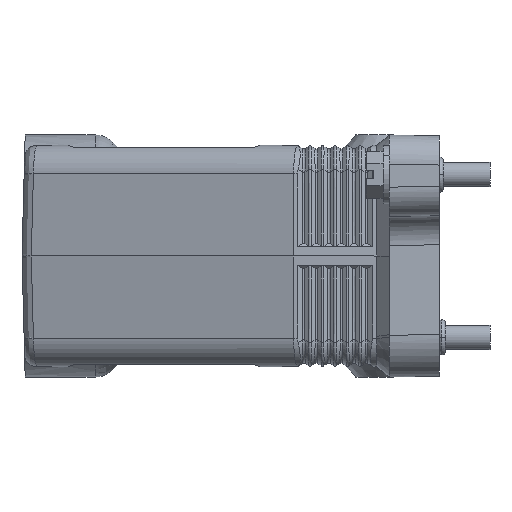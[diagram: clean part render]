
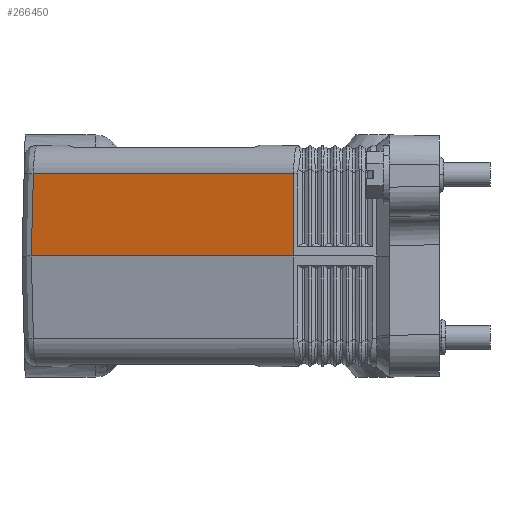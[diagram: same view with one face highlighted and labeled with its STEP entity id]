
A CAD part, left-side view. The second image highlights one B-rep face of the part: STEP entity #266450.
In plain terms, the highlighted planar face has unit normal (-0.966, 0.259, 0.026).
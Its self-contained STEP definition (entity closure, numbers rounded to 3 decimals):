
#89660=CARTESIAN_POINT('',(74.385,31.294,-26.));
#89670=VERTEX_POINT('',#89660);
#89700=CARTESIAN_POINT('',(75.066,31.205,0.));
#89710=DIRECTION('',(-0.026,0.003,
-1.));
#89720=VECTOR('',#89710,1.);
#89730=LINE('',#89700,#89720);
#89740=CARTESIAN_POINT('',(74.9,31.226,
-6.317));
#89750=VERTEX_POINT('',#89740);
#89760=EDGE_CURVE('',#89750,#89670,#89730,.T.);
#266100=CARTESIAN_POINT('',(95.139,106.118,
-0.009));
#266110=DIRECTION('',(-0.966,0.259,
0.026));
#266120=DIRECTION('',(0.259,0.966,0.));
#266130=AXIS2_PLACEMENT_3D('',#266100,#266110,#266120);
#266140=PLANE('',#266130);
#266150=CARTESIAN_POINT('',(91.206,94.071,
-26.));
#266160=CARTESIAN_POINT('',(91.208,94.068,
-25.878));
#266170=CARTESIAN_POINT('',(91.211,94.065,
-25.757));
#266180=CARTESIAN_POINT('',(91.34,93.896,
-19.317));
#266190=CARTESIAN_POINT('',(91.467,93.731,
-12.999));
#266200=CARTESIAN_POINT('',(91.597,93.562,
-6.56));
#266210=CARTESIAN_POINT('',(91.599,93.559,
-6.438));
#266220=CARTESIAN_POINT('',(91.602,93.556,
-6.317));
#266230=B_SPLINE_CURVE_WITH_KNOTS('',3,(#266150,#266160,#266170,#266180,
#266190,#266200,#266210,#266220),.UNSPECIFIED.,.F.,.F.,(4,2,2,4),(0.,
0.365,19.329,19.694),.UNSPECIFIED.);
#266240=CARTESIAN_POINT('',(91.206,94.071,
-26.));
#266250=VERTEX_POINT('',#266240);
#266260=CARTESIAN_POINT('',(91.602,93.556,
-6.317));
#266270=VERTEX_POINT('',#266260);
#266280=EDGE_CURVE('',#266250,#266270,#266230,.T.);
#266290=ORIENTED_EDGE('',*,*,#266280,.F.);
#266300=CARTESIAN_POINT('',(67.019,1.811,
-6.317));
#266310=DIRECTION('',(-0.259,-0.966,0.));
#266320=VECTOR('',#266310,1.);
#266330=LINE('',#266300,#266320);
#266340=EDGE_CURVE('',#266270,#89750,#266330,.T.);
#266350=ORIENTED_EDGE('',*,*,#266340,.F.);
#266360=ORIENTED_EDGE('',*,*,#89760,.F.);
#266370=CARTESIAN_POINT('',(66.,0.,-26.));
#266380=DIRECTION('',(0.259,0.966,0.));
#266390=VECTOR('',#266380,1.);
#266400=LINE('',#266370,#266390);
#266410=EDGE_CURVE('',#89670,#266250,#266400,.T.);
#266420=ORIENTED_EDGE('',*,*,#266410,.F.);
#266430=EDGE_LOOP('',(#266420,#266360,#266350,#266290));
#266440=FACE_OUTER_BOUND('',#266430,.T.);
#266450=ADVANCED_FACE('',(#266440),#266140,.T.);
